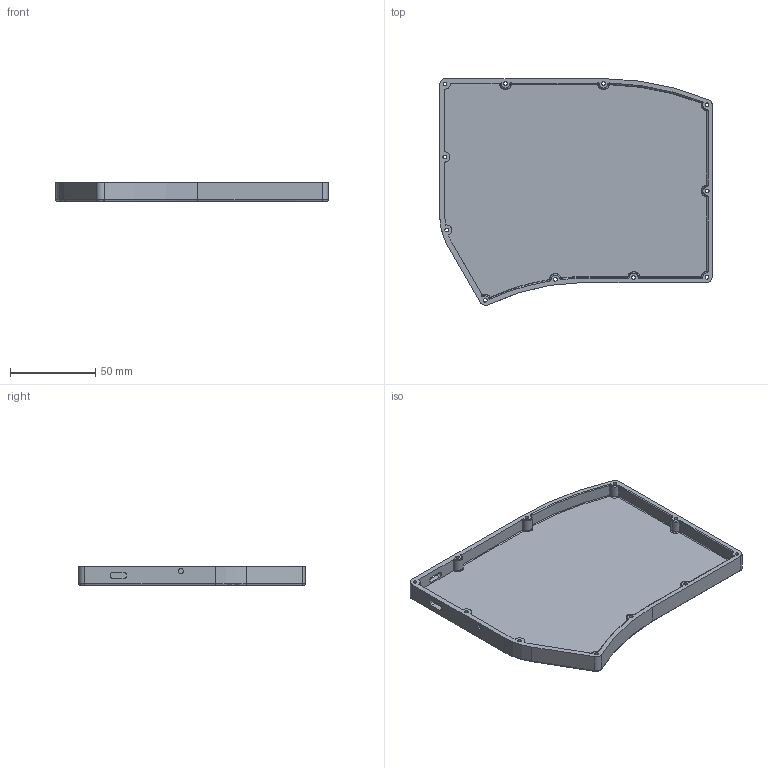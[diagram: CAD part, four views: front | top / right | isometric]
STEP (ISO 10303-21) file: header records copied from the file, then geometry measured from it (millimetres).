
FILE_DESCRIPTION(/* description */ (''),/* implementation_level */ '2;1');
FILE_NAME(/* name */ 'Case_R.step',/* time_stamp */ '2022-05-26T02:14:57+01:00',/* author */ (''),/* organization */ (''),/* preprocessor_version */ 'ST-DEVELOPER v19',/* originating_system */ 'Autodesk Translation Framework v11.7.0.108',/* authorisation */ '');
FILE_SCHEMA (('AUTOMOTIVE_DESIGN { 1 0 10303 214 3 1 1 }'));
Length unit declared in the file: millimetre
Products named in the file (4): Cantaloupe_Case; LHS; RHS; Case_R
Assembly tree (3 placements, depth 3):
  Cantaloupe_Case
    LHS
    RHS
      Case_R
Bounding box: 159.47 x 132.63 x 11 mm (x, y, z)
Volume: 69405.8 mm3; surface area: 48253 mm2
Topology: 1 solids, 1 shells, 168 faces, 404 edges, 236 vertices
Faces by surface type: cylinder 70, torus 40, plane 26, sphere 13, cone 11, bspline 8
Full cylindrical faces by diameter (mm): 2.2 x11, 3 x1, 4 x1
Entity records: 5435 total; most frequent: CARTESIAN_POINT 1336, DIRECTION 917, ORIENTED_EDGE 800, EDGE_CURVE 400, AXIS2_PLACEMENT_3D 383, VERTEX_POINT 236, CIRCLE 216, EDGE_LOOP 198
